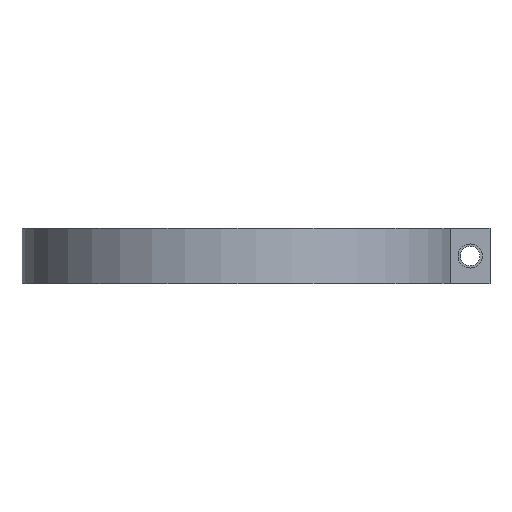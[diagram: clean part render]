
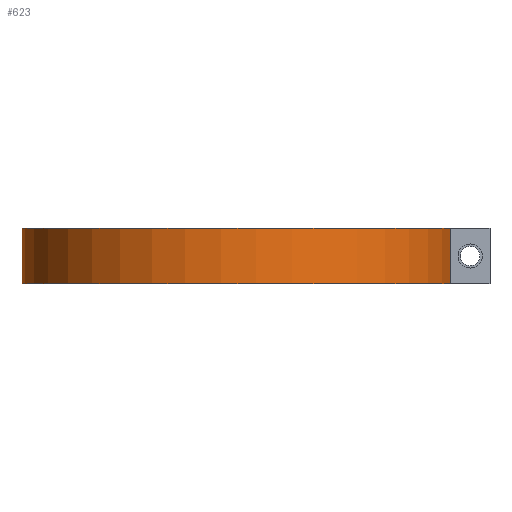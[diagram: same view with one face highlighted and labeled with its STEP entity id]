
A CAD part, front view. The second image highlights one B-rep face of the part: STEP entity #623.
In plain terms, the highlighted cylindrical face has radius 38.5 mm (diameter 77 mm), a partial arc.
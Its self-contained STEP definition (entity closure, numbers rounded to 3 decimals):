
#26 = DIRECTION ( 'NONE',  ( 1., 0., 0. ) ) ;
#40 = ORIENTED_EDGE ( 'NONE', *, *, #152, .T. ) ;
#45 = CARTESIAN_POINT ( 'NONE',  ( -38.5, 0., 10. ) ) ;
#58 = CARTESIAN_POINT ( 'NONE',  ( 0., 0., 10. ) ) ;
#73 = VERTEX_POINT ( 'NONE', #606 ) ;
#89 = CARTESIAN_POINT ( 'NONE',  ( 0., 0., 0. ) ) ;
#110 = LINE ( 'NONE', #611, #805 ) ;
#145 = DIRECTION ( 'NONE',  ( 0., 0., 1. ) ) ;
#152 = EDGE_CURVE ( 'NONE', #192, #277, #203, .T. ) ;
#157 = AXIS2_PLACEMENT_3D ( 'NONE', #296, #663, #420 ) ;
#172 = ORIENTED_EDGE ( 'NONE', *, *, #253, .F. ) ;
#185 = ORIENTED_EDGE ( 'NONE', *, *, #522, .F. ) ;
#192 = VERTEX_POINT ( 'NONE', #428 ) ;
#203 = CIRCLE ( 'NONE', #776, 38.5 ) ;
#211 = AXIS2_PLACEMENT_3D ( 'NONE', #58, #318, #490 ) ;
#217 = VECTOR ( 'NONE', #382, 1000. ) ;
#253 = EDGE_CURVE ( 'NONE', #73, #277, #110, .T. ) ;
#277 = VERTEX_POINT ( 'NONE', #751 ) ;
#296 = CARTESIAN_POINT ( 'NONE',  ( 0., 0., 10. ) ) ;
#318 = DIRECTION ( 'NONE',  ( 0., 0., -1. ) ) ;
#329 = EDGE_LOOP ( 'NONE', ( #185, #703, #40, #172 ) ) ;
#368 = DIRECTION ( 'NONE',  ( 0., 0., -1. ) ) ;
#382 = DIRECTION ( 'NONE',  ( 0., 0., -1. ) ) ;
#420 = DIRECTION ( 'NONE',  ( 1., 0., 0. ) ) ;
#428 = CARTESIAN_POINT ( 'NONE',  ( -38.5, 0., 0. ) ) ;
#490 = DIRECTION ( 'NONE',  ( -1., 0., 0. ) ) ;
#515 = LINE ( 'NONE', #699, #217 ) ;
#522 = EDGE_CURVE ( 'NONE', #628, #73, #656, .T. ) ;
#567 = FACE_OUTER_BOUND ( 'NONE', #329, .T. ) ;
#606 = CARTESIAN_POINT ( 'NONE',  ( 38.03, -6., 10. ) ) ;
#611 = CARTESIAN_POINT ( 'NONE',  ( 38.03, -6., 10. ) ) ;
#623 = ADVANCED_FACE ( 'NONE', ( #567 ), #750, .T. ) ;
#628 = VERTEX_POINT ( 'NONE', #45 ) ;
#656 = CIRCLE ( 'NONE', #157, 38.5 ) ;
#663 = DIRECTION ( 'NONE',  ( 0., 0., 1. ) ) ;
#699 = CARTESIAN_POINT ( 'NONE',  ( -38.5, 0., 10. ) ) ;
#703 = ORIENTED_EDGE ( 'NONE', *, *, #808, .T. ) ;
#750 = CYLINDRICAL_SURFACE ( 'NONE', #211, 38.5 ) ;
#751 = CARTESIAN_POINT ( 'NONE',  ( 38.03, -6., 0. ) ) ;
#776 = AXIS2_PLACEMENT_3D ( 'NONE', #89, #145, #26 ) ;
#805 = VECTOR ( 'NONE', #368, 1000. ) ;
#808 = EDGE_CURVE ( 'NONE', #628, #192, #515, .T. ) ;
